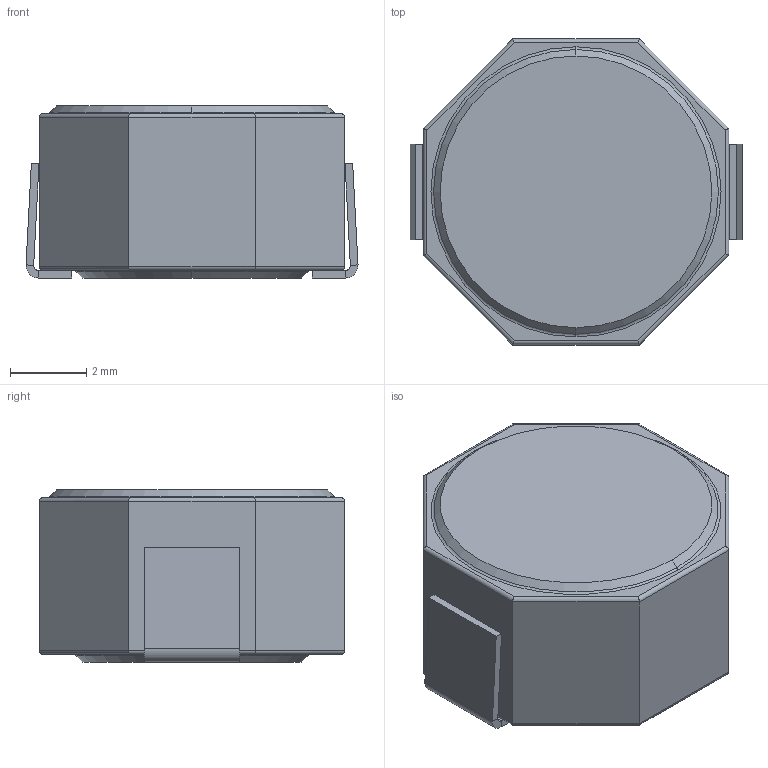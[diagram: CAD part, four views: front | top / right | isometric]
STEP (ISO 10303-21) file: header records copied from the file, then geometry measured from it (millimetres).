
FILE_DESCRIPTION(('FreeCAD Model'),'2;1');
FILE_NAME( 'User_Library_drumCoreInductorSMT003_cp.step', '2020-02-17T16:32:24',('kicad StepUp'),('ksu MCAD'), 'Open CASCADE STEP processor 7.3','FreeCAD','Unknown');
FILE_SCHEMA(('AUTOMOTIVE_DESIGN { 1 0 10303 214 1 1 1 1 }'));
Length unit declared in the file: millimetre
Products named in the file (1): User_Library_drumCoreInductorSMT003_cp
Bounding box: 8.69 x 8 x 4.5 mm (x, y, z)
Volume: 235.1 mm3; surface area: 259.7 mm2
Topology: 3 solids, 3 shells, 64 faces, 132 edges, 76 vertices
Faces by surface type: plane 36, cylinder 20, torus 4, cone 4
Entity records: 2089 total; most frequent: CARTESIAN_POINT 321, DIRECTION 270, ORIENTED_EDGE 264, EDGE_CURVE 132, LINE 92, VECTOR 92, AXIS2_PLACEMENT_3D 89, VERTEX_POINT 76
